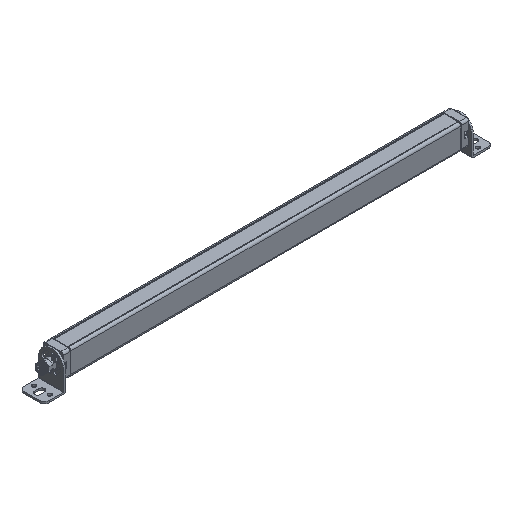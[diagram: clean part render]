
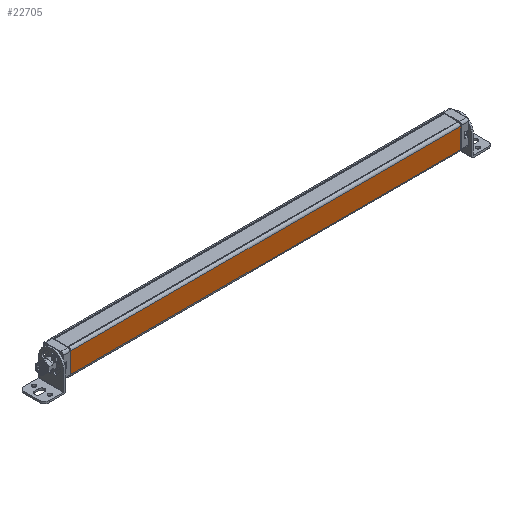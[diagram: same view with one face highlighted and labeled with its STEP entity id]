
A CAD part, isometric view. The second image highlights one B-rep face of the part: STEP entity #22705.
In plain terms, the highlighted planar face has unit normal (0, -1, 0).
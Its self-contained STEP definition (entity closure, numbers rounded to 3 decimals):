
#1674=DIRECTION('',(0.,0.,-1.));
#1675=VECTOR('',#1674,25.8);
#1676=CARTESIAN_POINT('',(-201.394,-20.215,20.117));
#1677=LINE('',#1676,#1675);
#1860=DIRECTION('',(0.,0.,-1.));
#1861=VECTOR('',#1860,25.8);
#1862=CARTESIAN_POINT('',(293.606,-20.215,20.117));
#1863=LINE('',#1862,#1861);
#6545=DIRECTION('',(-1.,0.,0.));
#6546=VECTOR('',#6545,495.);
#6547=CARTESIAN_POINT('',(293.606,-20.215,20.117));
#6548=LINE('',#6547,#6546);
#6549=DIRECTION('',(-1.,0.,0.));
#6550=VECTOR('',#6549,495.);
#6551=CARTESIAN_POINT('',(293.606,-20.215,-5.683));
#6552=LINE('',#6551,#6550);
#14018=CARTESIAN_POINT('',(-201.394,-20.215,20.117));
#14020=VERTEX_POINT('',#14018);
#14024=CARTESIAN_POINT('',(293.606,-20.215,20.117));
#14025=VERTEX_POINT('',#14024);
#14027=CARTESIAN_POINT('',(-201.394,-20.215,-5.683));
#14029=VERTEX_POINT('',#14027);
#14030=CARTESIAN_POINT('',(293.606,-20.215,-5.683));
#14031=VERTEX_POINT('',#14030);
#22693=CARTESIAN_POINT('',(-201.394,-20.215,23.117));
#22694=DIRECTION('',(0.,-1.,0.));
#22695=DIRECTION('',(0.,0.,-1.));
#22696=AXIS2_PLACEMENT_3D('',#22693,#22694,#22695);
#22697=PLANE('',#22696);
#22699=ORIENTED_EDGE('',*,*,#22698,.F.);
#22700=ORIENTED_EDGE('',*,*,#17742,.T.);
#22701=ORIENTED_EDGE('',*,*,#22686,.T.);
#22702=ORIENTED_EDGE('',*,*,#17578,.F.);
#22703=EDGE_LOOP('',(#22699,#22700,#22701,#22702));
#22704=FACE_OUTER_BOUND('',#22703,.F.);
#22705=ADVANCED_FACE('',(#22704),#22697,.T.);
#17578=EDGE_CURVE('',#14020,#14029,#1677,.T.);
#17742=EDGE_CURVE('',#14025,#14031,#1863,.T.);
#22686=EDGE_CURVE('',#14031,#14029,#6552,.T.);
#22698=EDGE_CURVE('',#14025,#14020,#6548,.T.);
